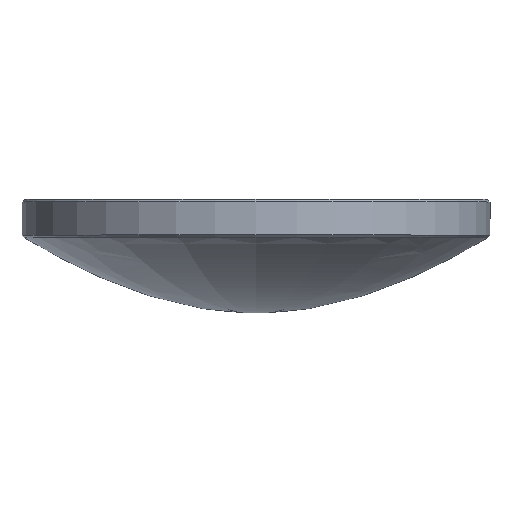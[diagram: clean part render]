
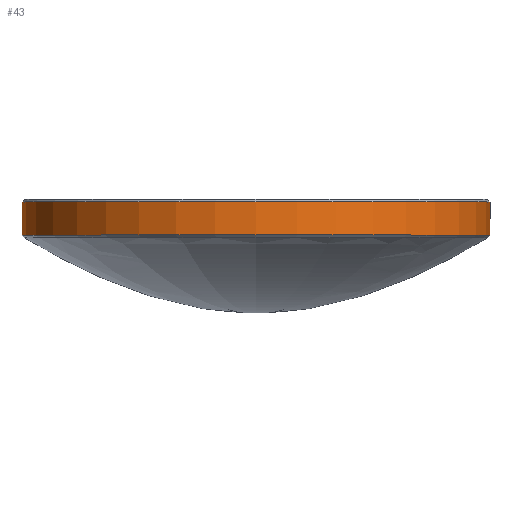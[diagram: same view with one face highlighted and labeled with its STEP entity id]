
A CAD part, top view. The second image highlights one B-rep face of the part: STEP entity #43.
In plain terms, the highlighted cylindrical face has radius 12.7 mm (diameter 25.4 mm), a partial arc.
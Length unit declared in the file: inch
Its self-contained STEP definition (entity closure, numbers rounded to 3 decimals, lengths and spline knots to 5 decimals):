
#43 = ADVANCED_FACE ( 'NONE', ( #587 ), #581, .T. ) ;
#45 = EDGE_LOOP ( 'NONE', ( #46, #60, #62, #63 ) ) ;
#46 = ORIENTED_EDGE ( 'NONE', *, *, #57, .T. ) ;
#56 = VERTEX_POINT ( 'NONE', #618 ) ;
#57 = EDGE_CURVE ( 'NONE', #58, #59, #625, .T. ) ;
#58 = VERTEX_POINT ( 'NONE', #621 ) ;
#59 = VERTEX_POINT ( 'NONE', #620 ) ;
#60 = ORIENTED_EDGE ( 'NONE', *, *, #61, .T. ) ;
#61 = EDGE_CURVE ( 'NONE', #59, #56, #520, .T. ) ;
#62 = ORIENTED_EDGE ( 'NONE', *, *, #74, .F. ) ;
#63 = ORIENTED_EDGE ( 'NONE', *, *, #64, .F. ) ;
#64 = EDGE_CURVE ( 'NONE', #58, #84, #516, .T. ) ;
#74 = EDGE_CURVE ( 'NONE', #84, #56, #702, .T. ) ;
#84 = VERTEX_POINT ( 'NONE', #651 ) ;
#513 = DIRECTION ( 'NONE',  ( 0., -1., 0. ) ) ;
#514 = VECTOR ( 'NONE', #513, 39.37008 ) ;
#515 = CARTESIAN_POINT ( 'NONE',  ( 0.5, -0.12126, 0. ) ) ;
#516 = LINE ( 'NONE', #515, #514 ) ;
#517 = DIRECTION ( 'NONE',  ( 0., -1., 0. ) ) ;
#518 = VECTOR ( 'NONE', #517, 39.37008 ) ;
#519 = CARTESIAN_POINT ( 'NONE',  ( -0.5, -0.12126, 0. ) ) ;
#520 = LINE ( 'NONE', #519, #518 ) ;
#577 = AXIS2_PLACEMENT_3D ( 'NONE', #580, #599, #598 ) ;
#580 = CARTESIAN_POINT ( 'NONE',  ( 0., -0.12126, 0. ) ) ;
#581 = CYLINDRICAL_SURFACE ( 'NONE', #577, 0.5 ) ;
#587 = FACE_OUTER_BOUND ( 'NONE', #45, .T. ) ;
#598 = DIRECTION ( 'NONE',  ( 1., 0., 0. ) ) ;
#599 = DIRECTION ( 'NONE',  ( 0., -1., 0. ) ) ;
#616 = CARTESIAN_POINT ( 'NONE',  ( 0., 0.11569, 0. ) ) ;
#618 = CARTESIAN_POINT ( 'NONE',  ( -0.5, 0.04465, 0. ) ) ;
#620 = CARTESIAN_POINT ( 'NONE',  ( -0.5, 0.11569, 0. ) ) ;
#621 = CARTESIAN_POINT ( 'NONE',  ( 0.5, 0.11569, 0. ) ) ;
#622 = DIRECTION ( 'NONE',  ( 1., 0., 0. ) ) ;
#623 = DIRECTION ( 'NONE',  ( 0., -1., 0. ) ) ;
#624 = AXIS2_PLACEMENT_3D ( 'NONE', #616, #623, #622 ) ;
#625 = CIRCLE ( 'NONE', #624, 0.5 ) ;
#651 = CARTESIAN_POINT ( 'NONE',  ( 0.5, 0.04465, 0. ) ) ;
#667 = CARTESIAN_POINT ( 'NONE',  ( 0., 0.04465, 0. ) ) ;
#678 = DIRECTION ( 'NONE',  ( 1., 0., 0. ) ) ;
#679 = DIRECTION ( 'NONE',  ( 0., -1., 0. ) ) ;
#680 = AXIS2_PLACEMENT_3D ( 'NONE', #667, #679, #678 ) ;
#702 = CIRCLE ( 'NONE', #680, 0.5 ) ;
